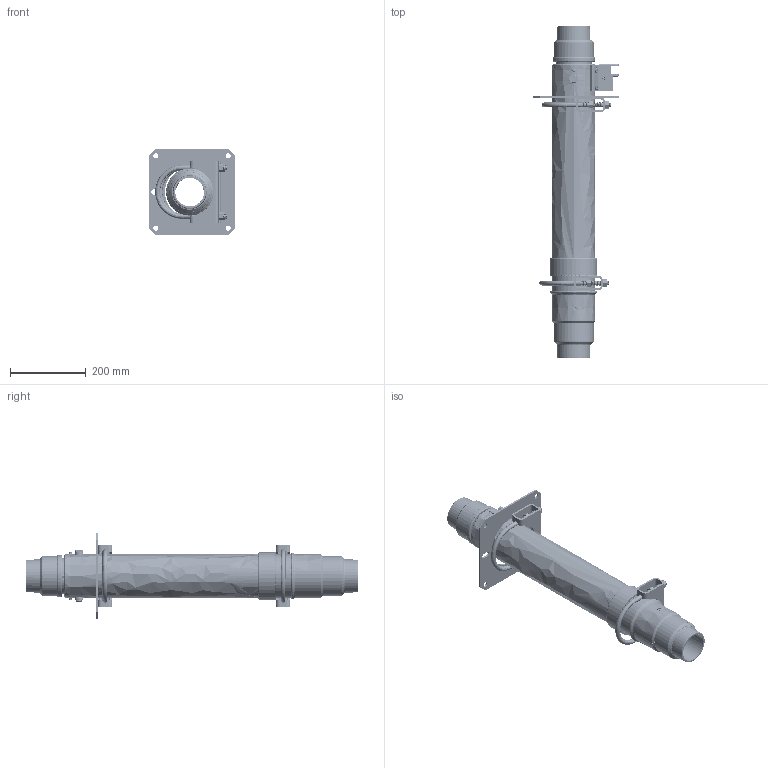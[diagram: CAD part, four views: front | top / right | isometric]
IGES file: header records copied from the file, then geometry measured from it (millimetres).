
Start section: SolidWorks IGES file using analytic representation for surfaces
Global section: file name: 08599012.IGS; native system: SolidWorks 2017; preprocessor: SolidWorks 2017; author: pverduin; date: 180629.102501; units: inch
Bounding box: 228.6 x 876.93 x 228.6 mm (x, y, z)
Surface area: 1308880.5 mm2 (no closed solid volume)
Topology: 0 solids, 0 shells, 3172 faces, 47366 edges, 47342 vertices
Faces by surface type: revolution 2256, bspline 916
